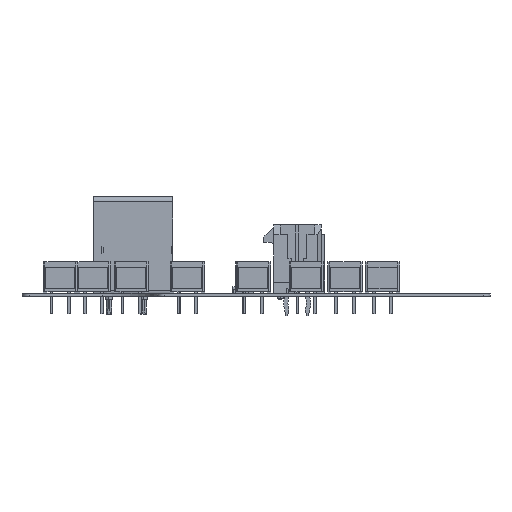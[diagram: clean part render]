
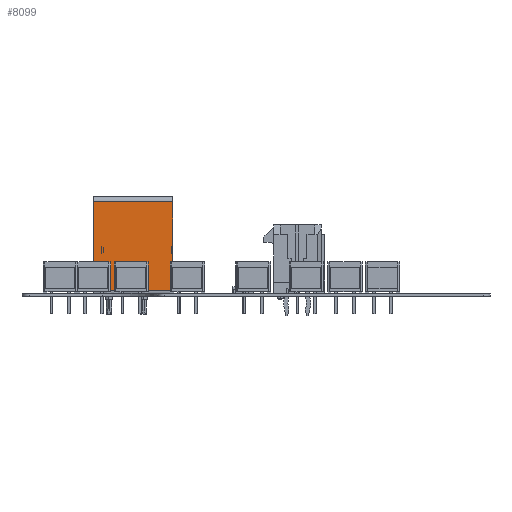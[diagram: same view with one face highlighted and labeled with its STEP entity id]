
A CAD part, left-side view. The second image highlights one B-rep face of the part: STEP entity #8099.
In plain terms, the highlighted planar face has unit normal (-1, 0, 0).
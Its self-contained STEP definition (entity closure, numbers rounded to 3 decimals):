
#8099 = ADVANCED_FACE('',(#8100),#8134,.T.);
#8100 = FACE_BOUND('',#8101,.T.);
#8101 = EDGE_LOOP('',(#8102,#8112,#8120,#8128));
#8102 = ORIENTED_EDGE('',*,*,#8103,.F.);
#8103 = EDGE_CURVE('',#8104,#8106,#8108,.T.);
#8104 = VERTEX_POINT('',#8105);
#8105 = CARTESIAN_POINT('',(-1.728,11.195,1.1));
#8106 = VERTEX_POINT('',#8107);
#8107 = CARTESIAN_POINT('',(-1.728,11.195,12.5));
#8108 = LINE('',#8109,#8110);
#8109 = CARTESIAN_POINT('',(-1.728,11.195,12.5));
#8110 = VECTOR('',#8111,1.);
#8111 = DIRECTION('',(0.,0.,1.));
#8112 = ORIENTED_EDGE('',*,*,#8113,.T.);
#8113 = EDGE_CURVE('',#8104,#8114,#8116,.T.);
#8114 = VERTEX_POINT('',#8115);
#8115 = CARTESIAN_POINT('',(-1.728,-1.605,1.1));
#8116 = LINE('',#8117,#8118);
#8117 = CARTESIAN_POINT('',(-1.728,-4.566,1.1));
#8118 = VECTOR('',#8119,1.);
#8119 = DIRECTION('',(0.,-1.,0.));
#8120 = ORIENTED_EDGE('',*,*,#8121,.T.);
#8121 = EDGE_CURVE('',#8114,#8122,#8124,.T.);
#8122 = VERTEX_POINT('',#8123);
#8123 = CARTESIAN_POINT('',(-1.728,-1.605,12.5));
#8124 = LINE('',#8125,#8126);
#8125 = CARTESIAN_POINT('',(-1.728,-1.605,12.5));
#8126 = VECTOR('',#8127,1.);
#8127 = DIRECTION('',(0.,0.,1.));
#8128 = ORIENTED_EDGE('',*,*,#8129,.T.);
#8129 = EDGE_CURVE('',#8122,#8106,#8130,.T.);
#8130 = LINE('',#8131,#8132);
#8131 = CARTESIAN_POINT('',(-1.728,5.62,12.5));
#8132 = VECTOR('',#8133,1.);
#8133 = DIRECTION('',(0.,1.,0.));
#8134 = PLANE('',#8135);
#8135 = AXIS2_PLACEMENT_3D('',#8136,#8137,#8138);
#8136 = CARTESIAN_POINT('',(-1.728,4.827,
    -2.039));
#8137 = DIRECTION('',(-1.,0.,0.));
#8138 = DIRECTION('',(0.,1.,0.));
